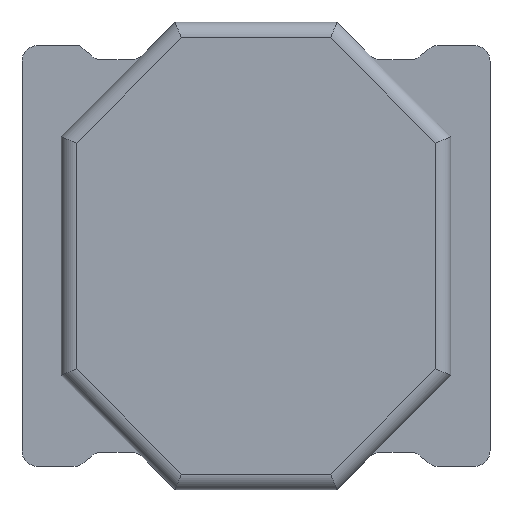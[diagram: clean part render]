
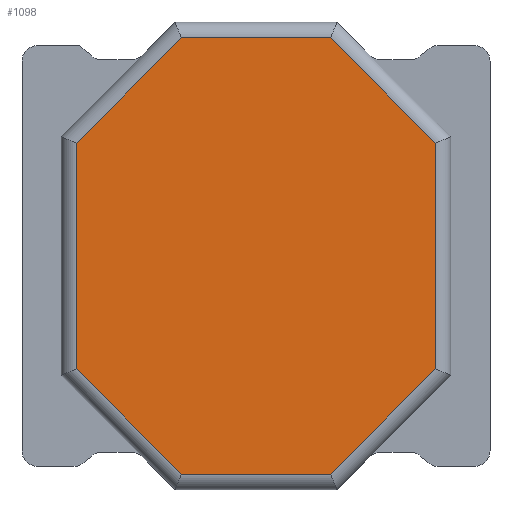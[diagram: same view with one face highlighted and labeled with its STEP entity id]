
A CAD part, front view. The second image highlights one B-rep face of the part: STEP entity #1098.
In plain terms, the highlighted planar face has unit normal (0, -1, 0).
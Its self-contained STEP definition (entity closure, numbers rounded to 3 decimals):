
#1=DIRECTION('',(-1.,0.,0.));
#2=VECTOR('',#1,0.957);
#3=CARTESIAN_POINT('',(0.478,0.,1.4));
#4=LINE('',#3,#2);
#5=DIRECTION('',(-0.705,0.,0.71));
#6=VECTOR('',#5,0.953);
#7=CARTESIAN_POINT('',(1.15,0.,0.724));
#8=LINE('',#7,#6);
#9=DIRECTION('',(0.,0.,1.));
#10=VECTOR('',#9,1.448);
#11=CARTESIAN_POINT('',(1.15,0.,-0.724));
#12=LINE('',#11,#10);
#13=DIRECTION('',(0.705,0.,0.71));
#14=VECTOR('',#13,0.953);
#15=CARTESIAN_POINT('',(0.478,0.,-1.4));
#16=LINE('',#15,#14);
#17=DIRECTION('',(1.,0.,0.));
#18=VECTOR('',#17,0.957);
#19=CARTESIAN_POINT('',(-0.478,0.,-1.4));
#20=LINE('',#19,#18);
#21=DIRECTION('',(0.705,0.,-0.71));
#22=VECTOR('',#21,0.953);
#23=CARTESIAN_POINT('',(-1.15,0.,-0.724));
#24=LINE('',#23,#22);
#25=DIRECTION('',(0.,0.,-1.));
#26=VECTOR('',#25,1.448);
#27=CARTESIAN_POINT('',(-1.15,0.,0.724));
#28=LINE('',#27,#26);
#29=DIRECTION('',(-0.705,0.,-0.71));
#30=VECTOR('',#29,0.953);
#31=CARTESIAN_POINT('',(-0.478,0.,1.4));
#32=LINE('',#31,#30);
#995=CARTESIAN_POINT('',(0.478,0.,1.4));
#996=CARTESIAN_POINT('',(-0.478,0.,1.4));
#997=VERTEX_POINT('',#995);
#998=VERTEX_POINT('',#996);
#1003=CARTESIAN_POINT('',(1.15,0.,0.724));
#1004=VERTEX_POINT('',#1003);
#1007=CARTESIAN_POINT('',(1.15,0.,-0.724));
#1008=VERTEX_POINT('',#1007);
#1011=CARTESIAN_POINT('',(0.478,0.,-1.4));
#1012=VERTEX_POINT('',#1011);
#1017=CARTESIAN_POINT('',(-0.478,0.,-1.4));
#1018=VERTEX_POINT('',#1017);
#1021=CARTESIAN_POINT('',(-1.15,0.,-0.724));
#1022=VERTEX_POINT('',#1021);
#1023=CARTESIAN_POINT('',(-1.15,0.,0.724));
#1024=VERTEX_POINT('',#1023);
#1075=CARTESIAN_POINT('',(0.,0.,0.));
#1076=DIRECTION('',(0.,1.,0.));
#1077=DIRECTION('',(1.,0.,0.));
#1078=AXIS2_PLACEMENT_3D('',#1075,#1076,#1077);
#1079=PLANE('',#1078);
#1081=ORIENTED_EDGE('',*,*,#1080,.F.);
#1083=ORIENTED_EDGE('',*,*,#1082,.F.);
#1085=ORIENTED_EDGE('',*,*,#1084,.F.);
#1087=ORIENTED_EDGE('',*,*,#1086,.F.);
#1089=ORIENTED_EDGE('',*,*,#1088,.F.);
#1091=ORIENTED_EDGE('',*,*,#1090,.F.);
#1093=ORIENTED_EDGE('',*,*,#1092,.F.);
#1095=ORIENTED_EDGE('',*,*,#1094,.F.);
#1096=EDGE_LOOP('',(#1081,#1083,#1085,#1087,#1089,#1091,#1093,#1095));
#1097=FACE_OUTER_BOUND('',#1096,.F.);
#1098=ADVANCED_FACE('',(#1097),#1079,.F.);
#1080=EDGE_CURVE('',#997,#998,#4,.T.);
#1082=EDGE_CURVE('',#1004,#997,#8,.T.);
#1084=EDGE_CURVE('',#1008,#1004,#12,.T.);
#1086=EDGE_CURVE('',#1012,#1008,#16,.T.);
#1088=EDGE_CURVE('',#1018,#1012,#20,.T.);
#1090=EDGE_CURVE('',#1022,#1018,#24,.T.);
#1092=EDGE_CURVE('',#1024,#1022,#28,.T.);
#1094=EDGE_CURVE('',#998,#1024,#32,.T.);
